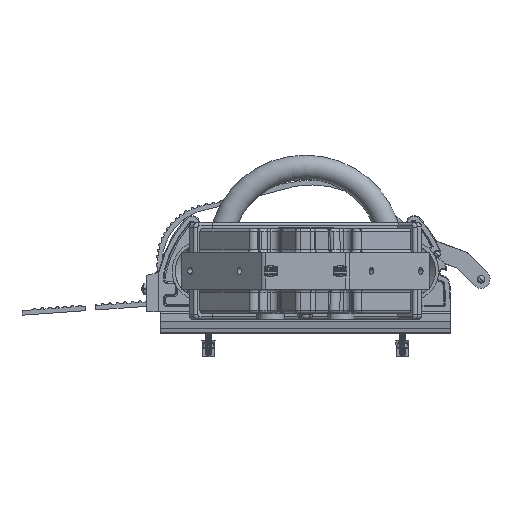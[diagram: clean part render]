
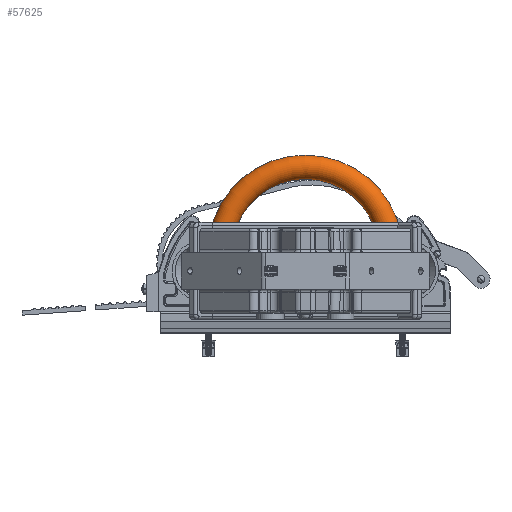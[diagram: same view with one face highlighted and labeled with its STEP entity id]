
A CAD part, front view. The second image highlights one B-rep face of the part: STEP entity #57625.
In plain terms, the highlighted toroidal (fillet/blend) face has major radius 89.694 mm and minor radius 12.7 mm.
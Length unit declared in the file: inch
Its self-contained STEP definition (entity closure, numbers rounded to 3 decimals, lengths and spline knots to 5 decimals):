
#212 = DIRECTION ( 'NONE',  ( 0., 1., 0. ) ) ;
#555 = CARTESIAN_POINT ( 'NONE',  ( 3.53125, -11.98856, -0.75 ) ) ;
#2582 = CARTESIAN_POINT ( 'NONE',  ( 3.03125, -11.98856, -0.75 ) ) ;
#2905 = ORIENTED_EDGE ( 'NONE', *, *, #33868, .T. ) ;
#3528 = EDGE_CURVE ( 'NONE', #74160, #21688, #25579, .T. ) ;
#5677 = CIRCLE ( 'NONE', #81126, 0.5 ) ;
#6719 = CARTESIAN_POINT ( 'NONE',  ( -3.53125, -11.98856, -0.75 ) ) ;
#7272 = DIRECTION ( 'NONE',  ( -1., 0., 0. ) ) ;
#11700 = DIRECTION ( 'NONE',  ( 0., 1., 0. ) ) ;
#12538 = EDGE_CURVE ( 'NONE', #21688, #15893, #29320, .T. ) ;
#13372 = DIRECTION ( 'NONE',  ( 1., 0., 0. ) ) ;
#13986 = ORIENTED_EDGE ( 'NONE', *, *, #3528, .F. ) ;
#15893 = VERTEX_POINT ( 'NONE', #53337 ) ;
#16785 = TOROIDAL_SURFACE ( 'NONE', #75611, 3.53125, 0.5 ) ;
#19283 = ORIENTED_EDGE ( 'NONE', *, *, #12538, .F. ) ;
#19598 = AXIS2_PLACEMENT_3D ( 'NONE', #40010, #212, #46710 ) ;
#19612 = CIRCLE ( 'NONE', #52915, 3.03125 ) ;
#21688 = VERTEX_POINT ( 'NONE', #42803 ) ;
#25579 = CIRCLE ( 'NONE', #19598, 4.03125 ) ;
#29320 = CIRCLE ( 'NONE', #57481, 0.5 ) ;
#29961 = CARTESIAN_POINT ( 'NONE',  ( 4.03125, -11.98856, -0.75 ) ) ;
#31424 = ORIENTED_EDGE ( 'NONE', *, *, #60866, .T. ) ;
#31768 = DIRECTION ( 'NONE',  ( 0., 1., 0. ) ) ;
#33868 = EDGE_CURVE ( 'NONE', #74160, #51981, #5677, .T. ) ;
#40010 = CARTESIAN_POINT ( 'NONE',  ( 0., -11.98856, -0.75 ) ) ;
#40643 = EDGE_LOOP ( 'NONE', ( #13986, #2905, #31424, #19283 ) ) ;
#42803 = CARTESIAN_POINT ( 'NONE',  ( -4.03125, -11.98856, -0.75 ) ) ;
#46710 = DIRECTION ( 'NONE',  ( 0., 0., 1. ) ) ;
#47044 = DIRECTION ( 'NONE',  ( 0., 0., -1. ) ) ;
#50122 = FACE_OUTER_BOUND ( 'NONE', #40643, .T. ) ;
#51981 = VERTEX_POINT ( 'NONE', #2582 ) ;
#52915 = AXIS2_PLACEMENT_3D ( 'NONE', #71621, #31768, #78346 ) ;
#53222 = DIRECTION ( 'NONE',  ( 0., 0., 1. ) ) ;
#53337 = CARTESIAN_POINT ( 'NONE',  ( -3.03125, -11.98856, -0.75 ) ) ;
#57481 = AXIS2_PLACEMENT_3D ( 'NONE', #6719, #53222, #13372 ) ;
#57625 = ADVANCED_FACE ( 'NONE', ( #50122 ), #16785, .T. ) ;
#60866 = EDGE_CURVE ( 'NONE', #51981, #15893, #19612, .T. ) ;
#64893 = CARTESIAN_POINT ( 'NONE',  ( 0., -11.98856, -0.75 ) ) ;
#71555 = DIRECTION ( 'NONE',  ( 0., 0., 1. ) ) ;
#71621 = CARTESIAN_POINT ( 'NONE',  ( 0., -11.98856, -0.75 ) ) ;
#74160 = VERTEX_POINT ( 'NONE', #29961 ) ;
#75611 = AXIS2_PLACEMENT_3D ( 'NONE', #64893, #11700, #71555 ) ;
#78346 = DIRECTION ( 'NONE',  ( 0., 0., 1. ) ) ;
#81126 = AXIS2_PLACEMENT_3D ( 'NONE', #555, #47044, #7272 ) ;
